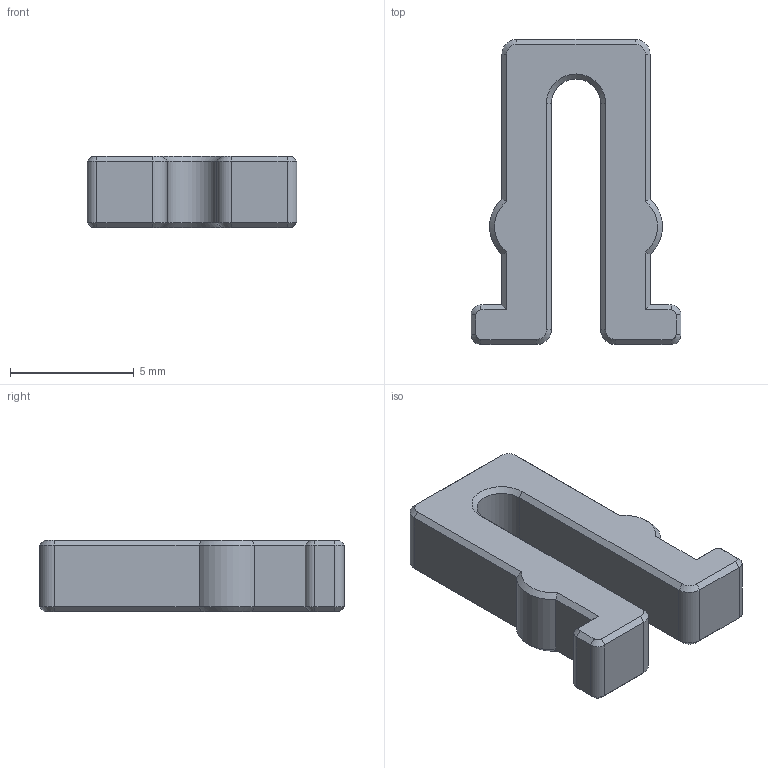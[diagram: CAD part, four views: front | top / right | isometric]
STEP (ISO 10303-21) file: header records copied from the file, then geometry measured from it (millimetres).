
FILE_DESCRIPTION(/* description */ (''),/* implementation_level */ '2;1');
FILE_NAME(/* name */ '[a]_belt_clip_x4.step',/* time_stamp */ '2025-07-28T12:39:07+02:00',/* author */ (''),/* organization */ (''),/* preprocessor_version */ 'ST-DEVELOPER v20.1',/* originating_system */ 'Autodesk Translation Framework v14.10.0.0',/* authorisation */ '');
FILE_SCHEMA (('AUTOMOTIVE_DESIGN { 1 0 10303 214 3 1 1 }'));
Length unit declared in the file: millimetre
Products named in the file (1): [a]_belt_clip_x4
Bounding box: 8.5 x 12.35 x 2.9 mm (x, y, z)
Volume: 166.2 mm3; surface area: 279.3 mm2
Topology: 1 solids, 1 shells, 74 faces, 168 edges, 96 vertices
Faces by surface type: plane 41, cone 22, cylinder 11
Entity records: 2060 total; most frequent: CARTESIAN_POINT 363, DIRECTION 354, ORIENTED_EDGE 336, EDGE_CURVE 168, AXIS2_PLACEMENT_3D 119, LINE 116, VECTOR 116, VERTEX_POINT 96
